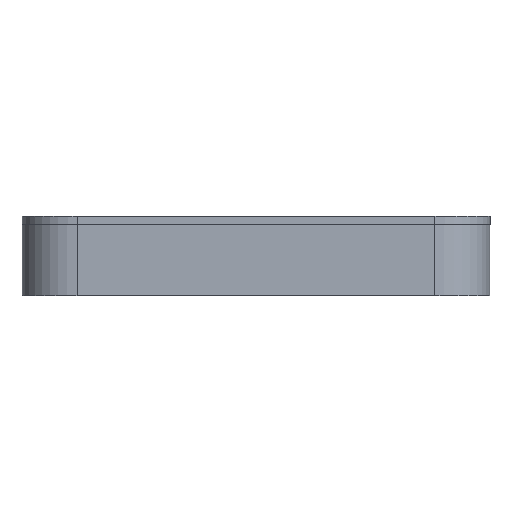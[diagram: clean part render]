
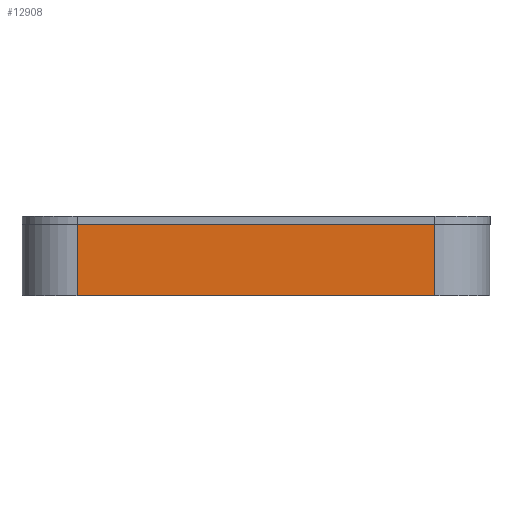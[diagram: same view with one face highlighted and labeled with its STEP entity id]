
A CAD part, front view. The second image highlights one B-rep face of the part: STEP entity #12908.
In plain terms, the highlighted planar face has unit normal (0, -1, 0).
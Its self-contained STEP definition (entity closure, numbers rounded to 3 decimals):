
#273=PLANE('',#13426);
#683=FACE_OUTER_BOUND('',#1415,.T.);
#1415=EDGE_LOOP('',(#9805,#9806,#9807,#9808));
#2213=LINE('',#18967,#3140);
#2214=LINE('',#18981,#3141);
#2226=LINE('',#19012,#3153);
#2241=LINE('',#19055,#3168);
#3140=VECTOR('',#14100,10.);
#3141=VECTOR('',#14117,10.);
#3153=VECTOR('',#14149,10.);
#3168=VECTOR('',#14200,10.);
#5263=VERTEX_POINT('',#18937);
#5277=VERTEX_POINT('',#18965);
#5282=VERTEX_POINT('',#18980);
#5291=VERTEX_POINT('',#19010);
#6893=EDGE_CURVE('',#5277,#5263,#2213,.T.);
#6898=EDGE_CURVE('',#5263,#5282,#2214,.T.);
#6914=EDGE_CURVE('',#5291,#5277,#2226,.T.);
#6933=EDGE_CURVE('',#5291,#5282,#2241,.T.);
#9805=ORIENTED_EDGE('',*,*,#6898,.F.);
#9806=ORIENTED_EDGE('',*,*,#6893,.F.);
#9807=ORIENTED_EDGE('',*,*,#6914,.F.);
#9808=ORIENTED_EDGE('',*,*,#6933,.T.);
#12908=ADVANCED_FACE('',(#683),#273,.T.);
#13426=AXIS2_PLACEMENT_3D('',#19054,#14198,#14199);
#14100=DIRECTION('',(1.,0.,0.));
#14117=DIRECTION('',(0.,0.,-1.));
#14149=DIRECTION('',(0.,0.,1.));
#14198=DIRECTION('center_axis',(0.,-1.,0.));
#14199=DIRECTION('ref_axis',(1.,0.,0.));
#14200=DIRECTION('',(1.,0.,0.));
#18937=CARTESIAN_POINT('',(55.,-20.,13.));
#18965=CARTESIAN_POINT('',(-10.,-20.,13.));
#18967=CARTESIAN_POINT('',(-20.,-20.,13.));
#18980=CARTESIAN_POINT('',(55.,-20.,0.));
#18981=CARTESIAN_POINT('',(55.,-20.,0.));
#19010=CARTESIAN_POINT('',(-10.,-20.,0.));
#19012=CARTESIAN_POINT('',(-10.,-20.,0.));
#19054=CARTESIAN_POINT('Origin',(-20.,-20.,0.));
#19055=CARTESIAN_POINT('',(-20.,-20.,0.));
